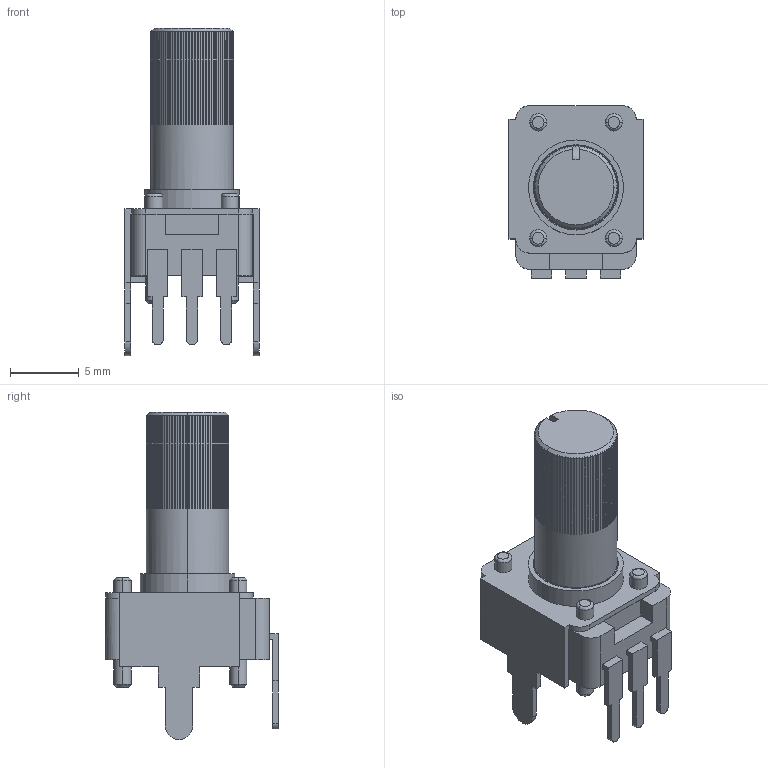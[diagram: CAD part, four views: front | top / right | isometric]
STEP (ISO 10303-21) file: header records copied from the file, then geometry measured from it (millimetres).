
FILE_DESCRIPTION(('FreeCAD Model'),'2;1');
FILE_NAME('User Library-RV09ACF-40_RK09K1130A5R.step', '2019-03-04T11:21:55',('kicad StepUp'),('ksu MCAD'), 'Open CASCADE STEP processor 7.2','FreeCAD','Unknown');
FILE_SCHEMA(('AUTOMOTIVE_DESIGN { 1 0 10303 214 1 1 1 1 }'));
Length unit declared in the file: millimetre
Products named in the file (1): User_Library-RV09ACF-40_RK09K1130A5R
Bounding box: 9.75 x 12.55 x 23.8 mm (x, y, z)
Volume: 952.1 mm3; surface area: 1234.2 mm2
Topology: 1 solids, 1 shells, 449 faces, 1268 edges, 838 vertices
Faces by surface type: plane 380, cylinder 49, cone 11, bspline 9
Entity records: 39420 total; most frequent: CARTESIAN_POINT 11770, DIRECTION 4349, LINE 2698, VECTOR 2698, ORIENTED_EDGE 2536, PCURVE 2536, DEFINITIONAL_REPRESENTATION 2536, EDGE_CURVE 1268
